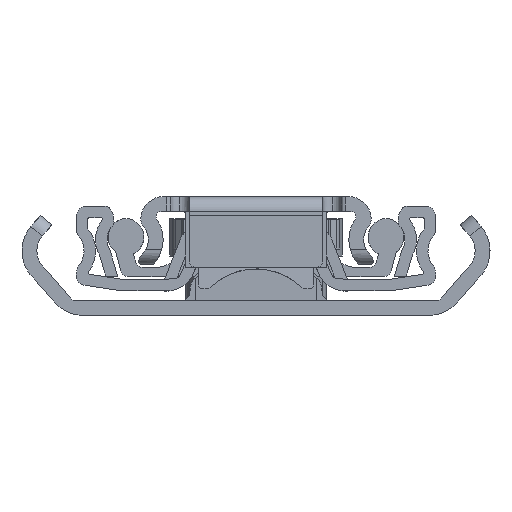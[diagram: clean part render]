
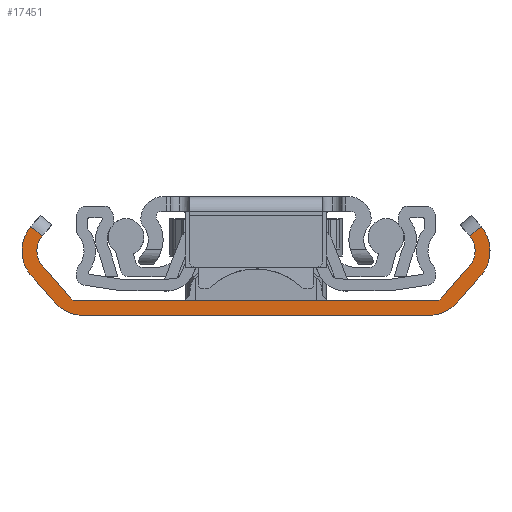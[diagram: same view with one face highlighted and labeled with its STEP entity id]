
A CAD part, left-side view. The second image highlights one B-rep face of the part: STEP entity #17451.
In plain terms, the highlighted planar face has unit normal (-1, 0, 0).
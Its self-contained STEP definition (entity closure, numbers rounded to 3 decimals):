
#11 = AXIS2_PLACEMENT_3D ( 'NONE', #20501, #15688, #7524 ) ;
#12 = CIRCLE ( 'NONE', #19721, 3.175 ) ;
#43 = VERTEX_POINT ( 'NONE', #3242 ) ;
#140 = VERTEX_POINT ( 'NONE', #16514 ) ;
#152 = ORIENTED_EDGE ( 'NONE', *, *, #6585, .F. ) ;
#302 = VERTEX_POINT ( 'NONE', #819 ) ;
#709 = DIRECTION ( 'NONE',  ( 0., 0., -1. ) ) ;
#722 = CARTESIAN_POINT ( 'NONE',  ( 0., 4.542, -17.26 ) ) ;
#819 = CARTESIAN_POINT ( 'NONE',  ( 0., 24.994, 2.347 ) ) ;
#1389 = ORIENTED_EDGE ( 'NONE', *, *, #10142, .F. ) ;
#1541 = DIRECTION ( 'NONE',  ( 1., 0., 0. ) ) ;
#1635 = CIRCLE ( 'NONE', #5297, 5.2 ) ;
#2083 = VERTEX_POINT ( 'NONE', #10569 ) ;
#2669 = VERTEX_POINT ( 'NONE', #14107 ) ;
#2681 = VECTOR ( 'NONE', #16424, 1000. ) ;
#2718 = CARTESIAN_POINT ( 'NONE',  ( 0., -29.836, 4.898 ) ) ;
#2729 = CARTESIAN_POINT ( 'NONE',  ( 0., 29.836, 4.898 ) ) ;
#2906 = AXIS2_PLACEMENT_3D ( 'NONE', #20348, #15643, #17000 ) ;
#3104 = DIRECTION ( 'NONE',  ( -1., 0., 0. ) ) ;
#3199 = CARTESIAN_POINT ( 'NONE',  ( 0., -26.325, 8.7 ) ) ;
#3218 = VECTOR ( 'NONE', #10048, 1000. ) ;
#3242 = CARTESIAN_POINT ( 'NONE',  ( 0., 28.405, 6.301 ) ) ;
#3455 = EDGE_CURVE ( 'NONE', #17184, #16246, #11961, .T. ) ;
#3570 = ORIENTED_EDGE ( 'NONE', *, *, #3455, .F. ) ;
#3666 = CARTESIAN_POINT ( 'NONE',  ( 0., -24.236, 2. ) ) ;
#3893 = ORIENTED_EDGE ( 'NONE', *, *, #6109, .F. ) ;
#4278 = VECTOR ( 'NONE', #12365, 1000. ) ;
#4371 = ORIENTED_EDGE ( 'NONE', *, *, #6424, .F. ) ;
#4426 = AXIS2_PLACEMENT_3D ( 'NONE', #6557, #1541, #6459 ) ;
#4674 = VERTEX_POINT ( 'NONE', #6369 ) ;
#4877 = EDGE_CURVE ( 'NONE', #6498, #140, #1635, .T. ) ;
#5037 = EDGE_CURVE ( 'NONE', #8974, #43, #16325, .T. ) ;
#5082 = CIRCLE ( 'NONE', #19424, 5.175 ) ;
#5294 = CARTESIAN_POINT ( 'NONE',  ( 0., 23.229, 5.2 ) ) ;
#5297 = AXIS2_PLACEMENT_3D ( 'NONE', #5294, #15037, #709 ) ;
#5339 = VECTOR ( 'NONE', #18731, 1000. ) ;
#5588 = CARTESIAN_POINT ( 'NONE',  ( 0., 23.229, 0. ) ) ;
#6033 = VERTEX_POINT ( 'NONE', #15069 ) ;
#6109 = EDGE_CURVE ( 'NONE', #18010, #20438, #16629, .T. ) ;
#6143 = ORIENTED_EDGE ( 'NONE', *, *, #15257, .F. ) ;
#6284 = CARTESIAN_POINT ( 'NONE',  ( 0., 23.229, 0. ) ) ;
#6369 = CARTESIAN_POINT ( 'NONE',  ( 0., -23.229, 0. ) ) ;
#6403 = CARTESIAN_POINT ( 'NONE',  ( 0., -28.405, 6.301 ) ) ;
#6424 = EDGE_CURVE ( 'NONE', #16246, #2669, #12, .T. ) ;
#6451 = CIRCLE ( 'NONE', #4426, 5.2 ) ;
#6459 = DIRECTION ( 'NONE',  ( 0., 0., -1. ) ) ;
#6498 = VERTEX_POINT ( 'NONE', #5588 ) ;
#6557 = CARTESIAN_POINT ( 'NONE',  ( 0., -23.229, 5.2 ) ) ;
#6563 = CIRCLE ( 'NONE', #9226, 1. ) ;
#6585 = EDGE_CURVE ( 'NONE', #43, #302, #14070, .T. ) ;
#6904 = CARTESIAN_POINT ( 'NONE',  ( 0., 29.836, 4.898 ) ) ;
#7070 = VERTEX_POINT ( 'NONE', #7757 ) ;
#7118 = DIRECTION ( 'NONE',  ( 1., 0., 0. ) ) ;
#7236 = FACE_OUTER_BOUND ( 'NONE', #9752, .T. ) ;
#7242 = ORIENTED_EDGE ( 'NONE', *, *, #5037, .F. ) ;
#7524 = DIRECTION ( 'NONE',  ( 0., 0., -1. ) ) ;
#7757 = CARTESIAN_POINT ( 'NONE',  ( 0., -27.166, 1.803 ) ) ;
#8483 = DIRECTION ( 'NONE',  ( 0., 0., -1. ) ) ;
#8833 = DIRECTION ( 'NONE',  ( -1., 0., 0. ) ) ;
#8974 = VERTEX_POINT ( 'NONE', #14015 ) ;
#9100 = DIRECTION ( 'NONE',  ( 0., 0.653, 0.757 ) ) ;
#9226 = AXIS2_PLACEMENT_3D ( 'NONE', #10095, #9883, #16479 ) ;
#9530 = ORIENTED_EDGE ( 'NONE', *, *, #10128, .F. ) ;
#9752 = EDGE_LOOP ( 'NONE', ( #12222, #14547, #4371, #3570, #9912, #3893, #1389, #152, #7242, #16358, #17880, #12901, #16483, #9790, #6143, #9530 ) ) ;
#9790 = ORIENTED_EDGE ( 'NONE', *, *, #18833, .F. ) ;
#9883 = DIRECTION ( 'NONE',  ( -1., 0., 0. ) ) ;
#9912 = ORIENTED_EDGE ( 'NONE', *, *, #20006, .F. ) ;
#10048 = DIRECTION ( 'NONE',  ( 0., 0.766, 0.643 ) ) ;
#10053 = DIRECTION ( 'NONE',  ( 0., 0., -1. ) ) ;
#10095 = CARTESIAN_POINT ( 'NONE',  ( 0., -24.236, 3. ) ) ;
#10128 = EDGE_CURVE ( 'NONE', #6033, #7070, #15588, .T. ) ;
#10142 = EDGE_CURVE ( 'NONE', #302, #18010, #20382, .T. ) ;
#10265 = CARTESIAN_POINT ( 'NONE',  ( 0., 26.325, 8.7 ) ) ;
#10345 = AXIS2_PLACEMENT_3D ( 'NONE', #10265, #16648, #8483 ) ;
#10539 = DIRECTION ( 'NONE',  ( 0., 0.766, -0.643 ) ) ;
#10554 = CARTESIAN_POINT ( 'NONE',  ( 0., 24.236, 2. ) ) ;
#10569 = CARTESIAN_POINT ( 'NONE',  ( 0., -30.318, 11.991 ) ) ;
#10673 = LINE ( 'NONE', #2729, #13410 ) ;
#10910 = CARTESIAN_POINT ( 'NONE',  ( 0., -24.994, 2.347 ) ) ;
#11716 = EDGE_CURVE ( 'NONE', #8974, #17624, #19568, .T. ) ;
#11961 = LINE ( 'NONE', #6403, #19967 ) ;
#12222 = ORIENTED_EDGE ( 'NONE', *, *, #13249, .F. ) ;
#12296 = EDGE_CURVE ( 'NONE', #20358, #17624, #13933, .T. ) ;
#12365 = DIRECTION ( 'NONE',  ( 0., 1., 0. ) ) ;
#12383 = DIRECTION ( 'NONE',  ( 0., -0.653, 0.757 ) ) ;
#12602 = DIRECTION ( 'NONE',  ( 0., -0.653, -0.757 ) ) ;
#12901 = ORIENTED_EDGE ( 'NONE', *, *, #13551, .F. ) ;
#13046 = VECTOR ( 'NONE', #12602, 1000. ) ;
#13249 = EDGE_CURVE ( 'NONE', #2083, #6033, #5082, .T. ) ;
#13410 = VECTOR ( 'NONE', #9100, 1000. ) ;
#13551 = EDGE_CURVE ( 'NONE', #140, #20358, #10673, .T. ) ;
#13674 = AXIS2_PLACEMENT_3D ( 'NONE', #15467, #3104, #17540 ) ;
#13900 = EDGE_CURVE ( 'NONE', #2083, #2669, #17041, .T. ) ;
#13933 = CIRCLE ( 'NONE', #2906, 5.175 ) ;
#14015 = CARTESIAN_POINT ( 'NONE',  ( 0., 28.786, 10.706 ) ) ;
#14070 = LINE ( 'NONE', #20346, #13046 ) ;
#14107 = CARTESIAN_POINT ( 'NONE',  ( 0., -28.786, 10.706 ) ) ;
#14547 = ORIENTED_EDGE ( 'NONE', *, *, #13900, .T. ) ;
#14778 = CARTESIAN_POINT ( 'NONE',  ( 0., -28.405, 6.301 ) ) ;
#15012 = DIRECTION ( 'NONE',  ( 0., 0., -1. ) ) ;
#15037 = DIRECTION ( 'NONE',  ( 1., 0., 0. ) ) ;
#15069 = CARTESIAN_POINT ( 'NONE',  ( 0., -29.836, 4.898 ) ) ;
#15257 = EDGE_CURVE ( 'NONE', #7070, #4674, #6451, .T. ) ;
#15300 = CARTESIAN_POINT ( 'NONE',  ( 0., 30.318, 11.991 ) ) ;
#15467 = CARTESIAN_POINT ( 'NONE',  ( 0., 26.325, 8.7 ) ) ;
#15588 = LINE ( 'NONE', #2718, #5339 ) ;
#15643 = DIRECTION ( 'NONE',  ( 1., 0., 0. ) ) ;
#15688 = DIRECTION ( 'NONE',  ( -1., 0., 0. ) ) ;
#16246 = VERTEX_POINT ( 'NONE', #14778 ) ;
#16325 = CIRCLE ( 'NONE', #13674, 3.175 ) ;
#16358 = ORIENTED_EDGE ( 'NONE', *, *, #11716, .T. ) ;
#16424 = DIRECTION ( 'NONE',  ( 0., -1., 0. ) ) ;
#16479 = DIRECTION ( 'NONE',  ( 0., 0., -1. ) ) ;
#16483 = ORIENTED_EDGE ( 'NONE', *, *, #4877, .F. ) ;
#16514 = CARTESIAN_POINT ( 'NONE',  ( 0., 27.166, 1.803 ) ) ;
#16528 = CARTESIAN_POINT ( 'NONE',  ( 0., 26.354, 8.665 ) ) ;
#16629 = LINE ( 'NONE', #3666, #2681 ) ;
#16648 = DIRECTION ( 'NONE',  ( 1., 0., 0. ) ) ;
#16755 = PLANE ( 'NONE',  #10345 ) ;
#17000 = DIRECTION ( 'NONE',  ( 0., 0., -1. ) ) ;
#17041 = LINE ( 'NONE', #722, #19773 ) ;
#17184 = VERTEX_POINT ( 'NONE', #10910 ) ;
#17451 = ADVANCED_FACE ( 'NONE', ( #7236 ), #16755, .F. ) ;
#17540 = DIRECTION ( 'NONE',  ( 0., 0., -1. ) ) ;
#17624 = VERTEX_POINT ( 'NONE', #15300 ) ;
#17880 = ORIENTED_EDGE ( 'NONE', *, *, #12296, .F. ) ;
#18010 = VERTEX_POINT ( 'NONE', #10554 ) ;
#18124 = CARTESIAN_POINT ( 'NONE',  ( 0., -26.325, 8.7 ) ) ;
#18217 = CARTESIAN_POINT ( 'NONE',  ( 0., -24.236, 2. ) ) ;
#18731 = DIRECTION ( 'NONE',  ( 0., 0.653, -0.757 ) ) ;
#18833 = EDGE_CURVE ( 'NONE', #4674, #6498, #20426, .T. ) ;
#19424 = AXIS2_PLACEMENT_3D ( 'NONE', #18124, #7118, #10053 ) ;
#19568 = LINE ( 'NONE', #16528, #3218 ) ;
#19721 = AXIS2_PLACEMENT_3D ( 'NONE', #3199, #8833, #15012 ) ;
#19773 = VECTOR ( 'NONE', #10539, 1000. ) ;
#19967 = VECTOR ( 'NONE', #12383, 1000. ) ;
#20006 = EDGE_CURVE ( 'NONE', #20438, #17184, #6563, .T. ) ;
#20346 = CARTESIAN_POINT ( 'NONE',  ( 0., 28.405, 6.301 ) ) ;
#20348 = CARTESIAN_POINT ( 'NONE',  ( 0., 26.325, 8.7 ) ) ;
#20358 = VERTEX_POINT ( 'NONE', #6904 ) ;
#20382 = CIRCLE ( 'NONE', #11, 1. ) ;
#20426 = LINE ( 'NONE', #6284, #4278 ) ;
#20438 = VERTEX_POINT ( 'NONE', #18217 ) ;
#20501 = CARTESIAN_POINT ( 'NONE',  ( 0., 24.236, 3. ) ) ;
